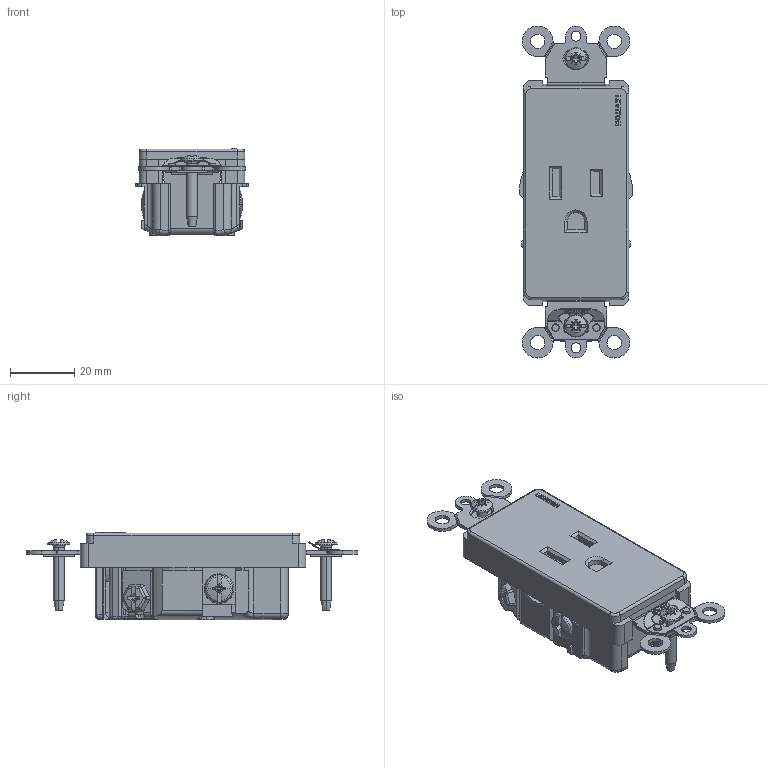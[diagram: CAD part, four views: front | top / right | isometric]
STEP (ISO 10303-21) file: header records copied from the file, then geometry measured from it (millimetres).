
FILE_DESCRIPTION (( 'STEP AP214' ), '1' );
FILE_NAME ('CATSTD-16251-XXX-M01.STEP', '2020-10-07T18:03:10', ( '' ), ( '' ), 'SwSTEP 2.0', 'SolidWorks 2020', '' );
FILE_SCHEMA (( 'AUTOMOTIVE_DESIGN' ));
Length unit declared in the file: inch
Products named in the file (1): CATSTD-16251-XXX-M01
Bounding box: 35.29 x 103.2 x 27.18 mm (x, y, z)
Volume: 31182.6 mm3; surface area: 21405.5 mm2
Topology: 13 solids, 15 shells, 1188 faces, 3135 edges, 2004 vertices
Faces by surface type: plane 740, cylinder 235, cone 96, bspline 54, torus 45, sphere 18
Entity records: 54741 total; most frequent: CARTESIAN_POINT 10368, ORIENTED_EDGE 6254, DIRECTION 5699, EDGE_CURVE 3127, VERTEX_POINT 2004, LINE 1953, VECTOR 1953, AXIS2_PLACEMENT_3D 1873
